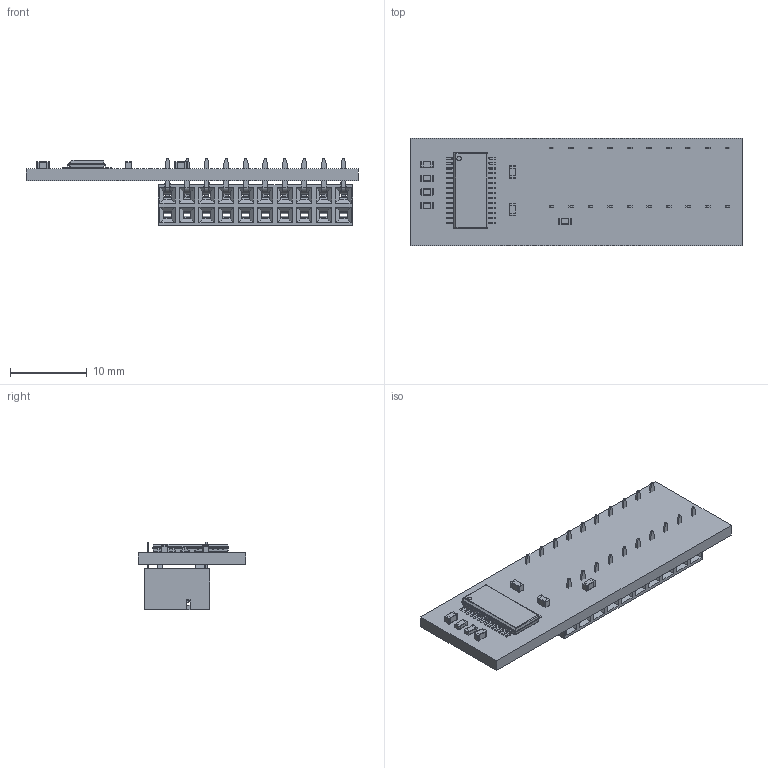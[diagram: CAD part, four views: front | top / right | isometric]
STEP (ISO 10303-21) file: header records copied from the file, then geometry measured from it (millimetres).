
FILE_DESCRIPTION(('Open CASCADE Model'),'2;1');
FILE_NAME('Open CASCADE Shape Model','2021-08-18T17:21:09',('Author'),( 'Open CASCADE'),'Open CASCADE STEP processor 6.8','Open CASCADE 6.8' ,'Unknown');
FILE_SCHEMA(('AUTOMOTIVE_DESIGN { 1 0 10303 214 1 1 1 1 }'));
Length unit declared in the file: millimetre
Products named in the file (25): PCB; Board; Open CASCADE STEP translator 6.8 1.1.1; U1; 6085951696; Open_CASCADE_STEP_translator_6.8_1.1; Body; Open_CASCADE_STEP_translator_6.8_1.2.1; Leader; R2; RESC1608X55N_R0603; User_Library-Chip_Resistor2_RESC1608X55N; R1; P1; CONN_AMPHENOL_89883-310LF; 89883_310LF; 89883_310LF_3; 89883_310LF_5; C5; CAPC1608X90N_0603; User_Library-Chip_Capacitor2_CAPC1608X90N_EIA_0603; C4; C3; C2; C1
Assembly tree (56 placements, depth 5):
  PCB
    Board
      Open CASCADE STEP translator 6.8 1.1.1
    U1
      6085951696
        Open_CASCADE_STEP_translator_6.8_1.1
        Body
          Open_CASCADE_STEP_translator_6.8_1.2.1
        Leader  x28
    R2
      RESC1608X55N_R0603
        User_Library-Chip_Resistor2_RESC1608X55N
    R1
      RESC1608X55N_R0603
        User_Library-Chip_Resistor2_RESC1608X55N
    P1
      CONN_AMPHENOL_89883-310LF
        89883_310LF
          89883_310LF_3
          89883_310LF_5
    C5
      CAPC1608X90N_0603
        User_Library-Chip_Capacitor2_CAPC1608X90N_EIA_0603
    C4
      CAPC1608X90N_0603
        User_Library-Chip_Capacitor2_CAPC1608X90N_EIA_0603
    C3
      CAPC1608X90N_0603
        User_Library-Chip_Capacitor2_CAPC1608X90N_EIA_0603
    C2
      CAPC1608X90N_0603
        User_Library-Chip_Capacitor2_CAPC1608X90N_EIA_0603
    C1
      CAPC1608X90N_0603
        User_Library-Chip_Capacitor2_CAPC1608X90N_EIA_0603
Bounding box: 43.18 x 13.97 x 8.74 mm (x, y, z)
Volume: 1753.9 mm3; surface area: 4513.4 mm2
Topology: 39 solids, 40 shells, 2808 faces, 7400 edges, 4565 vertices
Faces by surface type: plane 2050, cylinder 684, sphere 66, bspline 8
Full cylindrical faces by diameter (mm): 0.562 x1
Entity records: 73062 total; most frequent: CARTESIAN_POINT 13716, ORIENTED_EDGE 11491, DIRECTION 9765, EDGE_CURVE 5746, LINE 4809, VECTOR 4809, VERTEX_POINT 3717, AXIS2_PLACEMENT_3D 2478
